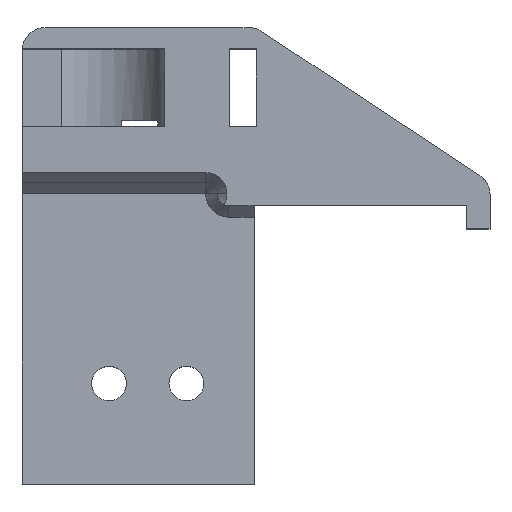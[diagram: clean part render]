
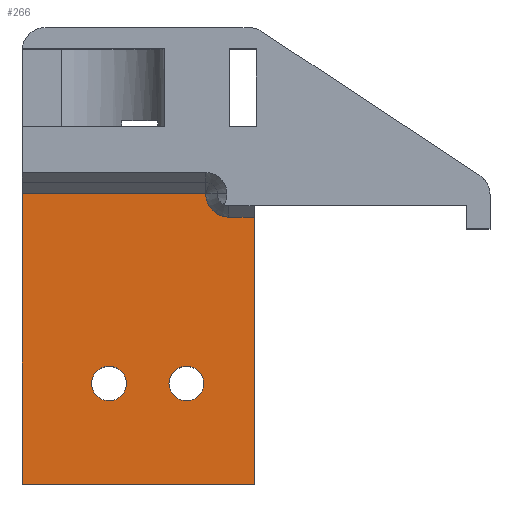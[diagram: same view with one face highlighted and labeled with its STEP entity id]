
A CAD part, top view. The second image highlights one B-rep face of the part: STEP entity #266.
In plain terms, the highlighted planar face has unit normal (0, 0, 1).
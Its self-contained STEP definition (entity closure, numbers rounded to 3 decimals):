
#75 = EDGE_CURVE ( 'NONE', #215, #472, #1543, .T. ) ;
#81 = DIRECTION ( 'NONE',  ( 0., 0., -1. ) ) ;
#115 = EDGE_CURVE ( 'NONE', #2330, #2823, #1929, .T. ) ;
#140 = CIRCLE ( 'NONE', #810, 2.25 ) ;
#215 = VERTEX_POINT ( 'NONE', #1393 ) ;
#223 = ORIENTED_EDGE ( 'NONE', *, *, #1485, .T. ) ;
#226 = EDGE_CURVE ( 'NONE', #2179, #215, #3111, .T. ) ;
#243 = VECTOR ( 'NONE', #1027, 1000. ) ;
#266 = ADVANCED_FACE ( 'NONE', ( #2113, #3084, #914 ), #2130, .F. ) ;
#314 = DIRECTION ( 'NONE',  ( -1., 0., 0. ) ) ;
#316 = DIRECTION ( 'NONE',  ( 0., 0., -1. ) ) ;
#338 = AXIS2_PLACEMENT_3D ( 'NONE', #2260, #81, #1060 ) ;
#399 = CARTESIAN_POINT ( 'NONE',  ( -20., 1.5, 13.5 ) ) ;
#425 = CARTESIAN_POINT ( 'NONE',  ( -13.75, -1.5, 13.5 ) ) ;
#472 = VERTEX_POINT ( 'NONE', #425 ) ;
#477 = ORIENTED_EDGE ( 'NONE', *, *, #2031, .T. ) ;
#494 = LINE ( 'NONE', #1008, #243 ) ;
#542 = CARTESIAN_POINT ( 'NONE',  ( -17., -1.5, 13.5 ) ) ;
#584 = CIRCLE ( 'NONE', #2613, 2.25 ) ;
#603 = CARTESIAN_POINT ( 'NONE',  ( -32.5, -23., 13.5 ) ) ;
#652 = CARTESIAN_POINT ( 'NONE',  ( -30.25, -23., 13.5 ) ) ;
#663 = VERTEX_POINT ( 'NONE', #2577 ) ;
#786 = VERTEX_POINT ( 'NONE', #1094 ) ;
#810 = AXIS2_PLACEMENT_3D ( 'NONE', #860, #2991, #2320 ) ;
#860 = CARTESIAN_POINT ( 'NONE',  ( -22.5, -23., 13.5 ) ) ;
#867 = VERTEX_POINT ( 'NONE', #1204 ) ;
#914 = FACE_OUTER_BOUND ( 'NONE', #2122, .T. ) ;
#930 = CARTESIAN_POINT ( 'NONE',  ( 0., 0., 13.5 ) ) ;
#977 = EDGE_CURVE ( 'NONE', #472, #2330, #2233, .T. ) ;
#1008 = CARTESIAN_POINT ( 'NONE',  ( 0., 1.5, 13.5 ) ) ;
#1027 = DIRECTION ( 'NONE',  ( -1., 0., 0. ) ) ;
#1034 = CARTESIAN_POINT ( 'NONE',  ( -43.75, -36., 13.5 ) ) ;
#1039 = ORIENTED_EDGE ( 'NONE', *, *, #3042, .T. ) ;
#1060 = DIRECTION ( 'NONE',  ( -1., 0., 0. ) ) ;
#1067 = CARTESIAN_POINT ( 'NONE',  ( -13.75, -36., 13.5 ) ) ;
#1094 = CARTESIAN_POINT ( 'NONE',  ( -20.25, -23., 13.5 ) ) ;
#1098 = DIRECTION ( 'NONE',  ( -1., 0., 0. ) ) ;
#1160 = DIRECTION ( 'NONE',  ( 0., 0., -1. ) ) ;
#1204 = CARTESIAN_POINT ( 'NONE',  ( -43.75, 1.5, 13.5 ) ) ;
#1260 = AXIS2_PLACEMENT_3D ( 'NONE', #1371, #1160, #2563 ) ;
#1273 = VECTOR ( 'NONE', #1440, 1000. ) ;
#1308 = ORIENTED_EDGE ( 'NONE', *, *, #226, .T. ) ;
#1371 = CARTESIAN_POINT ( 'NONE',  ( -32.5, -23., 13.5 ) ) ;
#1388 = DIRECTION ( 'NONE',  ( 0., -1., 0. ) ) ;
#1393 = CARTESIAN_POINT ( 'NONE',  ( -13.75, -36., 13.5 ) ) ;
#1440 = DIRECTION ( 'NONE',  ( 1., 0., 0. ) ) ;
#1485 = EDGE_CURVE ( 'NONE', #1643, #2944, #584, .T. ) ;
#1492 = EDGE_LOOP ( 'NONE', ( #2042, #3011 ) ) ;
#1543 = LINE ( 'NONE', #1067, #1826 ) ;
#1558 = CIRCLE ( 'NONE', #338, 2.25 ) ;
#1567 = CARTESIAN_POINT ( 'NONE',  ( -17., -1.5, 13.5 ) ) ;
#1571 = EDGE_CURVE ( 'NONE', #663, #786, #1558, .T. ) ;
#1580 = DIRECTION ( 'NONE',  ( 0., 0., -1. ) ) ;
#1623 = LINE ( 'NONE', #2582, #2372 ) ;
#1643 = VERTEX_POINT ( 'NONE', #652 ) ;
#1718 = ORIENTED_EDGE ( 'NONE', *, *, #75, .T. ) ;
#1826 = VECTOR ( 'NONE', #2569, 1000. ) ;
#1841 = ORIENTED_EDGE ( 'NONE', *, *, #115, .T. ) ;
#1843 = EDGE_LOOP ( 'NONE', ( #477, #223 ) ) ;
#1865 = CARTESIAN_POINT ( 'NONE',  ( -34.75, -23., 13.5 ) ) ;
#1897 = DIRECTION ( 'NONE',  ( 0., 0., -1. ) ) ;
#1929 = CIRCLE ( 'NONE', #2578, 3. ) ;
#1991 = ORIENTED_EDGE ( 'NONE', *, *, #2150, .T. ) ;
#2031 = EDGE_CURVE ( 'NONE', #2944, #1643, #2620, .T. ) ;
#2042 = ORIENTED_EDGE ( 'NONE', *, *, #1571, .T. ) ;
#2113 = FACE_BOUND ( 'NONE', #1492, .T. ) ;
#2122 = EDGE_LOOP ( 'NONE', ( #1718, #3021, #1841, #1039, #1991, #1308 ) ) ;
#2130 = PLANE ( 'NONE',  #2892 ) ;
#2150 = EDGE_CURVE ( 'NONE', #867, #2179, #1623, .T. ) ;
#2179 = VERTEX_POINT ( 'NONE', #1034 ) ;
#2233 = LINE ( 'NONE', #542, #2947 ) ;
#2260 = CARTESIAN_POINT ( 'NONE',  ( -22.5, -23., 13.5 ) ) ;
#2320 = DIRECTION ( 'NONE',  ( -1., 0., 0. ) ) ;
#2330 = VERTEX_POINT ( 'NONE', #1567 ) ;
#2371 = CARTESIAN_POINT ( 'NONE',  ( -43.75, -36., 13.5 ) ) ;
#2372 = VECTOR ( 'NONE', #1388, 1000. ) ;
#2469 = DIRECTION ( 'NONE',  ( -1., 0., 0. ) ) ;
#2563 = DIRECTION ( 'NONE',  ( -1., 0., 0. ) ) ;
#2569 = DIRECTION ( 'NONE',  ( 0., 1., 0. ) ) ;
#2577 = CARTESIAN_POINT ( 'NONE',  ( -24.75, -23., 13.5 ) ) ;
#2578 = AXIS2_PLACEMENT_3D ( 'NONE', #3064, #316, #2469 ) ;
#2582 = CARTESIAN_POINT ( 'NONE',  ( -43.75, 3., 13.5 ) ) ;
#2613 = AXIS2_PLACEMENT_3D ( 'NONE', #603, #1580, #1098 ) ;
#2620 = CIRCLE ( 'NONE', #1260, 2.25 ) ;
#2764 = EDGE_CURVE ( 'NONE', #786, #663, #140, .T. ) ;
#2823 = VERTEX_POINT ( 'NONE', #399 ) ;
#2863 = DIRECTION ( 'NONE',  ( -1., 0., 0. ) ) ;
#2892 = AXIS2_PLACEMENT_3D ( 'NONE', #930, #1897, #2863 ) ;
#2944 = VERTEX_POINT ( 'NONE', #1865 ) ;
#2947 = VECTOR ( 'NONE', #314, 1000. ) ;
#2991 = DIRECTION ( 'NONE',  ( 0., 0., -1. ) ) ;
#3011 = ORIENTED_EDGE ( 'NONE', *, *, #2764, .T. ) ;
#3021 = ORIENTED_EDGE ( 'NONE', *, *, #977, .T. ) ;
#3042 = EDGE_CURVE ( 'NONE', #2823, #867, #494, .T. ) ;
#3064 = CARTESIAN_POINT ( 'NONE',  ( -17., 1.5, 13.5 ) ) ;
#3084 = FACE_BOUND ( 'NONE', #1843, .T. ) ;
#3111 = LINE ( 'NONE', #2371, #1273 ) ;
